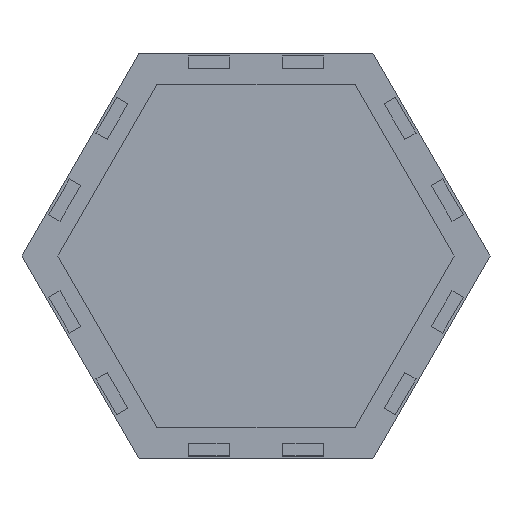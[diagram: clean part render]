
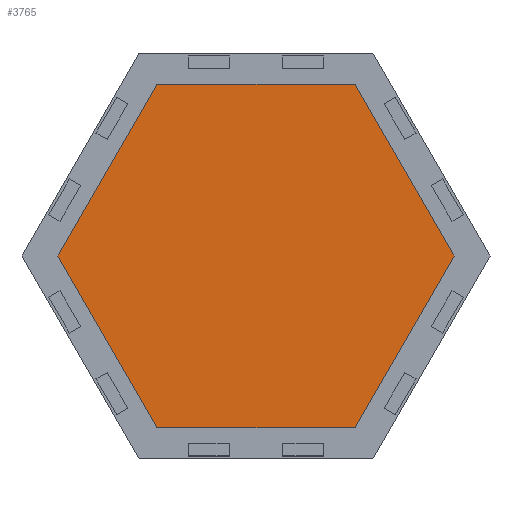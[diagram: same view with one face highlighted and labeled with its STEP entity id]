
A CAD part, front view. The second image highlights one B-rep face of the part: STEP entity #3765.
In plain terms, the highlighted planar face has unit normal (0, -1, 0).
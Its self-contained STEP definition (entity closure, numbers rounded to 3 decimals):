
#143=FACE_OUTER_BOUND('',#339,.T.);
#339=EDGE_LOOP('',(#2499,#2500,#2501,#2502,#2503,#2504));
#551=LINE('',#5264,#1053);
#555=LINE('',#5271,#1057);
#558=LINE('',#5277,#1060);
#561=LINE('',#5283,#1063);
#564=LINE('',#5289,#1066);
#566=LINE('',#5292,#1068);
#1053=VECTOR('',#4247,10.);
#1057=VECTOR('',#4253,10.);
#1060=VECTOR('',#4258,10.);
#1063=VECTOR('',#4263,10.);
#1066=VECTOR('',#4268,10.);
#1068=VECTOR('',#4272,10.);
#1555=VERTEX_POINT('',#5261);
#1556=VERTEX_POINT('',#5263);
#1558=VERTEX_POINT('',#5269);
#1560=VERTEX_POINT('',#5275);
#1562=VERTEX_POINT('',#5281);
#1564=VERTEX_POINT('',#5287);
#1919=EDGE_CURVE('',#1555,#1556,#551,.T.);
#1923=EDGE_CURVE('',#1558,#1555,#555,.T.);
#1926=EDGE_CURVE('',#1560,#1558,#558,.T.);
#1929=EDGE_CURVE('',#1562,#1560,#561,.T.);
#1932=EDGE_CURVE('',#1564,#1562,#564,.T.);
#1934=EDGE_CURVE('',#1556,#1564,#566,.T.);
#2499=ORIENTED_EDGE('',*,*,#1934,.F.);
#2500=ORIENTED_EDGE('',*,*,#1919,.F.);
#2501=ORIENTED_EDGE('',*,*,#1923,.F.);
#2502=ORIENTED_EDGE('',*,*,#1926,.F.);
#2503=ORIENTED_EDGE('',*,*,#1929,.F.);
#2504=ORIENTED_EDGE('',*,*,#1932,.F.);
#3597=PLANE('',#3990);
#3765=ADVANCED_FACE('',(#143),#3597,.F.);
#3990=AXIS2_PLACEMENT_3D('',#5293,#4273,#4274);
#4247=DIRECTION('',(0.5,0.,0.866));
#4253=DIRECTION('',(-0.5,0.,0.866));
#4258=DIRECTION('',(-1.,0.,0.));
#4263=DIRECTION('',(-0.5,0.,-0.866));
#4268=DIRECTION('',(0.5,0.,-0.866));
#4272=DIRECTION('',(1.,0.,0.));
#4273=DIRECTION('center_axis',(0.,1.,0.));
#4274=DIRECTION('ref_axis',(0.,0.,1.));
#5261=CARTESIAN_POINT('',(-81.024,14.4,0.));
#5263=CARTESIAN_POINT('',(-40.512,14.4,70.169));
#5264=CARTESIAN_POINT('',(-81.024,14.4,0.));
#5269=CARTESIAN_POINT('',(-40.512,14.4,-70.169));
#5271=CARTESIAN_POINT('',(-40.512,14.4,-70.169));
#5275=CARTESIAN_POINT('',(40.512,14.4,-70.169));
#5277=CARTESIAN_POINT('',(40.512,14.4,-70.169));
#5281=CARTESIAN_POINT('',(81.024,14.4,0.));
#5283=CARTESIAN_POINT('',(81.024,14.4,0.));
#5287=CARTESIAN_POINT('',(40.512,14.4,70.169));
#5289=CARTESIAN_POINT('',(40.512,14.4,70.169));
#5292=CARTESIAN_POINT('',(-40.512,14.4,70.169));
#5293=CARTESIAN_POINT('Origin',(0.,14.4,0.));
